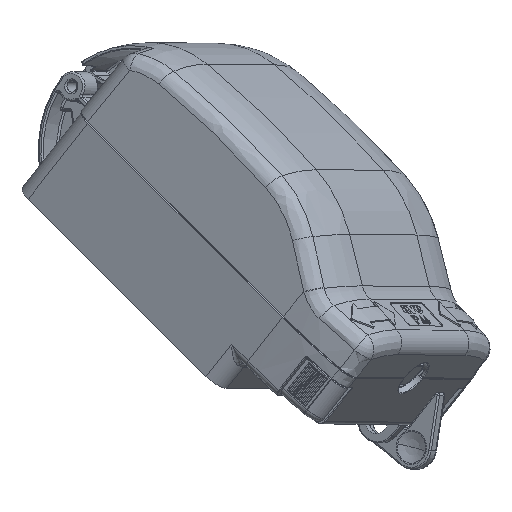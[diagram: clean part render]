
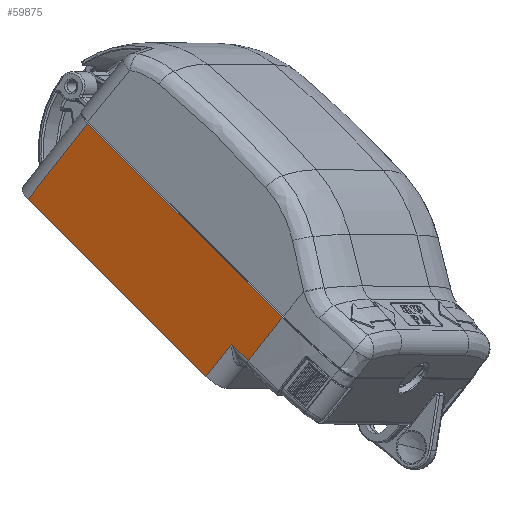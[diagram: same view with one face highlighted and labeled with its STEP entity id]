
A CAD part, isometric view. The second image highlights one B-rep face of the part: STEP entity #59875.
In plain terms, the highlighted face is planar.
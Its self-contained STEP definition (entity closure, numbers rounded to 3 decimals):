
#28601=CARTESIAN_POINT('Line Origine',(-41.621,-38.121,11.1)) ;
#28605=CARTESIAN_POINT('Vertex',(-41.5,-38.,-2.8)) ;
#28607=CARTESIAN_POINT('Vertex',(-41.603,-38.103,8.983)) ;
#57486=CARTESIAN_POINT('Line Origine',(-41.664,-45.,16.)) ;
#57490=CARTESIAN_POINT('Vertex',(-41.741,-45.,24.798)) ;
#57492=CARTESIAN_POINT('Vertex',(-41.603,-45.,8.983)) ;
#59839=CARTESIAN_POINT('Axis2P3D Location',(-41.5,0.,-2.8)) ;
#59844=CARTESIAN_POINT('Line Origine',(-41.741,6.,24.798)) ;
#59848=CARTESIAN_POINT('Vertex',(-41.741,34.941,24.798)) ;
#59852=CARTESIAN_POINT('Control Point',(-41.741,34.941,24.798)) ;
#59853=CARTESIAN_POINT('Control Point',(-41.5,34.943,-2.8)) ;
#59854=CARTESIAN_POINT('Vertex',(-41.5,34.943,-2.8)) ;
#59857=CARTESIAN_POINT('Line Origine',(-41.5,6.,-2.8)) ;
#59862=CARTESIAN_POINT('Line Origine',(-41.603,6.,8.983)) ;
#28602=DIRECTION('Vector Direction',(0.009,0.009,-1.)) ;
#57487=DIRECTION('Vector Direction',(-0.009,0.,1.)) ;
#59840=DIRECTION('Axis2P3D Direction',(1.,-0.,0.009)) ;
#59841=DIRECTION('Axis2P3D XDirection',(0.,1.,0.)) ;
#59845=DIRECTION('Vector Direction',(0.,1.,0.)) ;
#59858=DIRECTION('Vector Direction',(0.,1.,0.)) ;
#59863=DIRECTION('Vector Direction',(0.,1.,0.)) ;
#59842=AXIS2_PLACEMENT_3D('Plane Axis2P3D',#59839,#59840,#59841) ;
#59868=ORIENTED_EDGE('',*,*,#59850,.F.) ;
#59869=ORIENTED_EDGE('',*,*,#59856,.T.) ;
#59870=ORIENTED_EDGE('',*,*,#59861,.F.) ;
#59871=ORIENTED_EDGE('',*,*,#28609,.T.) ;
#59872=ORIENTED_EDGE('',*,*,#59866,.F.) ;
#59873=ORIENTED_EDGE('',*,*,#57494,.F.) ;
#28603=VECTOR('Line Direction',#28602,1.) ;
#57488=VECTOR('Line Direction',#57487,1.) ;
#59846=VECTOR('Line Direction',#59845,1.) ;
#59859=VECTOR('Line Direction',#59858,1.) ;
#59864=VECTOR('Line Direction',#59863,1.) ;
#59875=ADVANCED_FACE('PartBody',(#59874),#59843,.F.) ;
#59851=B_SPLINE_CURVE_WITH_KNOTS('',1,(#59852,#59853),.UNSPECIFIED.,.F.,.U.,(2,2),(-13.721,13.879),.UNSPECIFIED.) ;
#28609=EDGE_CURVE('',#28606,#28608,#28604,.F.) ;
#57494=EDGE_CURVE('',#57491,#57493,#57489,.F.) ;
#59850=EDGE_CURVE('',#59849,#57491,#59847,.F.) ;
#59856=EDGE_CURVE('',#59849,#59855,#59851,.T.) ;
#59861=EDGE_CURVE('',#28606,#59855,#59860,.T.) ;
#59866=EDGE_CURVE('',#57493,#28608,#59865,.T.) ;
#59867=EDGE_LOOP('',(#59868,#59869,#59870,#59871,#59872,#59873)) ;
#59874=FACE_OUTER_BOUND('',#59867,.T.) ;
#28604=LINE('Line',#28601,#28603) ;
#57489=LINE('Line',#57486,#57488) ;
#59847=LINE('Line',#59844,#59846) ;
#59860=LINE('Line',#59857,#59859) ;
#59865=LINE('Line',#59862,#59864) ;
#59843=PLANE('',#59842) ;
#28606=VERTEX_POINT('',#28605) ;
#28608=VERTEX_POINT('',#28607) ;
#57491=VERTEX_POINT('',#57490) ;
#57493=VERTEX_POINT('',#57492) ;
#59849=VERTEX_POINT('',#59848) ;
#59855=VERTEX_POINT('',#59854) ;
